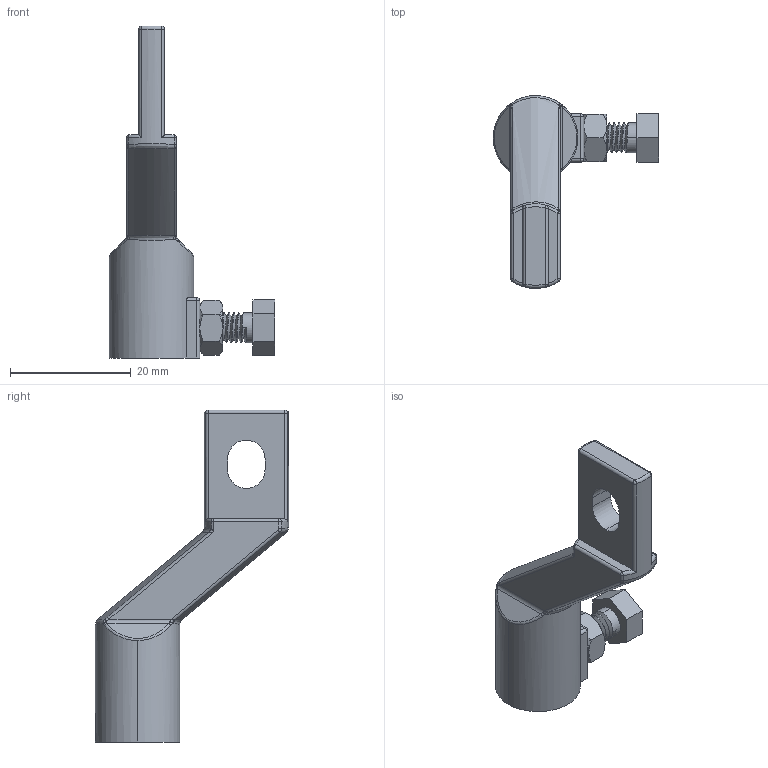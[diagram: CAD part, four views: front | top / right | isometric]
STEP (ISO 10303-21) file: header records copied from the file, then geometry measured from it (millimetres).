
FILE_DESCRIPTION (( 'STEP AP203' ), '1' );
FILE_NAME ('ICT02.1.1.STEP', '2022-07-28T10:28:16', ( '' ), ( '' ), 'SwSTEP 2.0', 'SolidWorks 2021', '' );
FILE_SCHEMA (( 'CONFIG_CONTROL_DESIGN' ));
Length unit declared in the file: millimetre
Products named in the file (1): ICT02.1.1
Bounding box: 27.4 x 32 x 55 mm (x, y, z)
Surface area: 3661.8 mm2 (no closed solid volume)
Topology: 0 solids, 3 shells, 160 faces, 415 edges, 255 vertices
Faces by surface type: cylinder 60, plane 34, bspline 30, cone 20, sphere 10, torus 6
Entity records: 8171 total; most frequent: CARTESIAN_POINT 4628, ORIENTED_EDGE 804, DIRECTION 628, EDGE_CURVE 411, VERTEX_POINT 255, AXIS2_PLACEMENT_3D 243, EDGE_LOOP 167, ADVANCED_FACE 160
